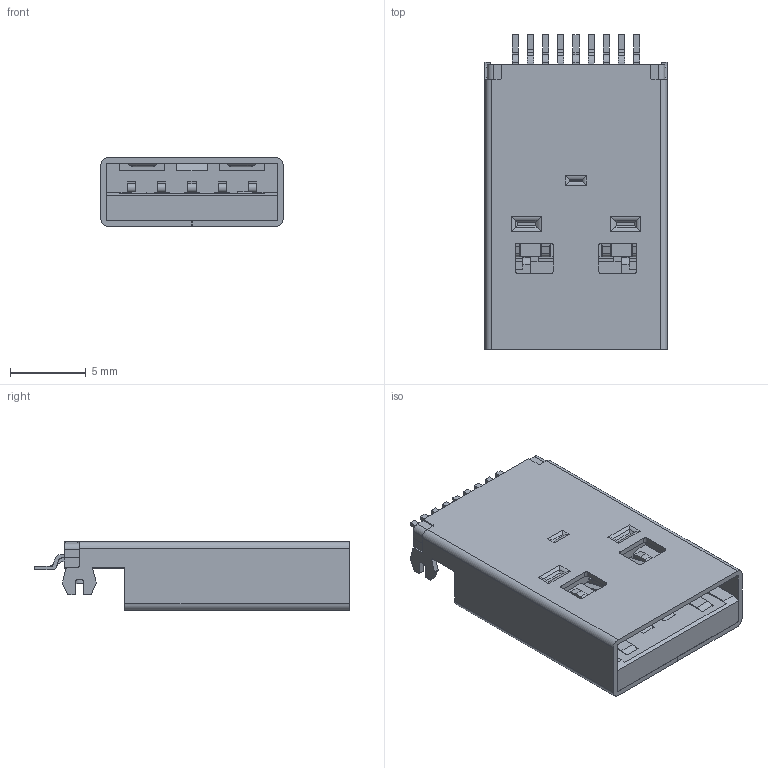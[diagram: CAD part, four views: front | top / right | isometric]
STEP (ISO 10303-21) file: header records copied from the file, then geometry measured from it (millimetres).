
FILE_DESCRIPTION( ( 'Unknown' ), '1' );
FILE_NAME( '692112030100.stp', 'Unknown', ( 'Unknown' ), ( 'Unknown' ), 'PSStep 17.0.49', 'Unknown', ' ' );
FILE_SCHEMA( ( 'AUTOMOTIVE_DESIGN { 1 0 10303 214 1 1 1 1 }' ) );
Length unit declared in the file: millimetre
Products named in the file (8): Assem1; pin1; pin2; Pin2G; pin3; housing1; housing2; Tôlerie5
Assembly tree (12 placements, depth 2):
  Assem1
    pin1  x5
    pin2
    Pin2G
    pin3  x2
    housing1
    housing2
    Tôlerie5
Bounding box: 12 x 20.75 x 4.5 mm (x, y, z)
Volume: 623.9 mm3; surface area: 2495.8 mm2
Topology: 12 solids, 12 shells, 879 faces, 2465 edges, 1615 vertices
Faces by surface type: plane 664, cylinder 215
Full cylindrical faces by diameter (mm): 0.5 x2, 0.9 x2
Entity records: 27164 total; most frequent: CARTESIAN_POINT 3848, ORIENTED_EDGE 3812, DIRECTION 3548, EDGE_CURVE 1906, LINE 1636, VECTOR 1636, VERTEX_POINT 1256, AXIS2_PLACEMENT_3D 956
